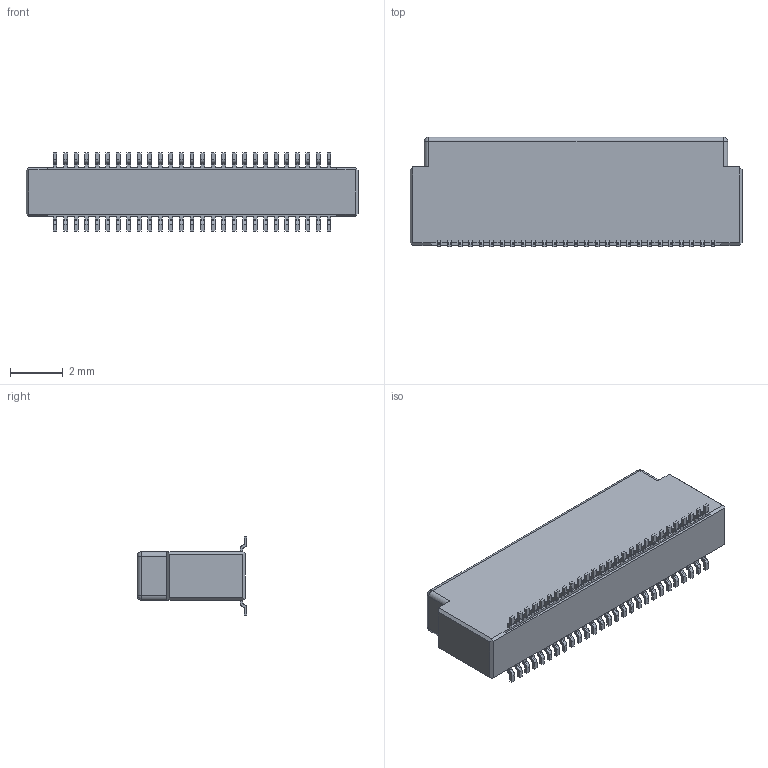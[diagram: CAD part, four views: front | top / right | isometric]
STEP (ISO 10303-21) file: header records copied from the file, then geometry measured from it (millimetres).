
FILE_DESCRIPTION (( 'STEP AP214' ), '1' );
FILE_NAME ('DF40TC-3_0-50DP-0_4V.STEP', '2023-06-02T06:35:16', ( '' ), ( '' ), 'SwSTEP 2.0', 'SolidWorks 2021', '' );
FILE_SCHEMA (( 'AUTOMOTIVE_DESIGN' ));
Length unit declared in the file: millimetre
Products named in the file (1): DF40TC-3_0-50DP-0_4V
Bounding box: 12.6 x 4.16 x 2.97 mm (x, y, z)
Volume: 83.3 mm3; surface area: 195.3 mm2
Topology: 1 solids, 1 shells, 720 faces, 2124 edges, 1404 vertices
Faces by surface type: plane 486, cylinder 230, sphere 4
Entity records: 23954 total; most frequent: CARTESIAN_POINT 4329, ORIENTED_EDGE 4240, DIRECTION 3998, EDGE_CURVE 2120, VECTOR 1660, LINE 1660, VERTEX_POINT 1404, AXIS2_PLACEMENT_3D 1169
